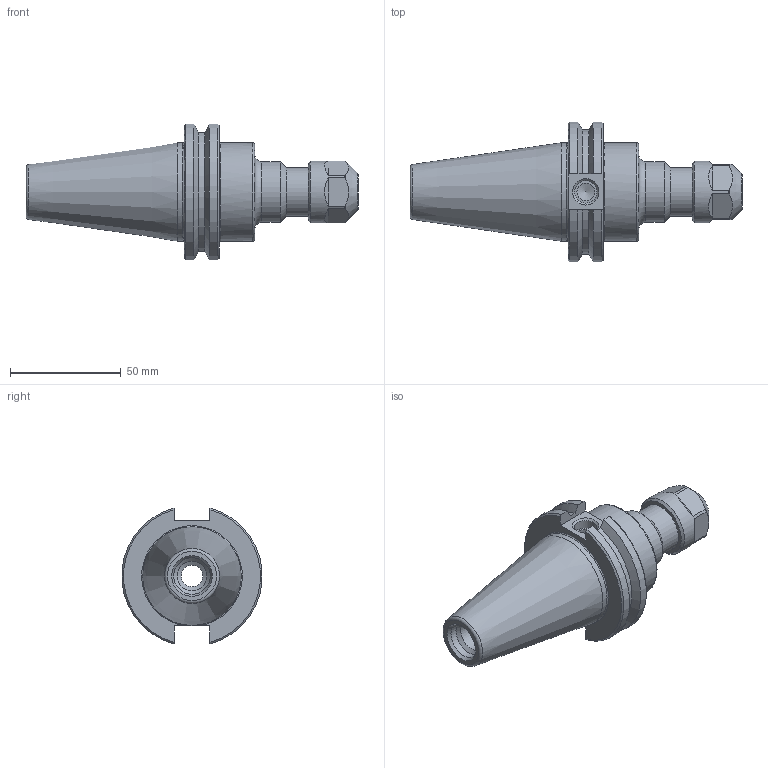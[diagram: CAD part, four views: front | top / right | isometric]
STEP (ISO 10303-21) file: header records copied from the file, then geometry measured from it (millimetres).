
FILE_DESCRIPTION(/* description */ ('BODY, COLLET CHUCK'),/* implementation_level */ '2;1');
FILE_NAME(/* name */ 'C40-16ERC322.stp',/* time_stamp */ '2017-02-13T10:18:28-05:00',/* author */ ('davhar'),/* organization */ (''),/* preprocessor_version */ 'ST-DEVELOPER v16.1',/* originating_system */ 'Autodesk Inventor 2016',/* authorisation */ '');
FILE_SCHEMA (('AUTOMOTIVE_DESIGN { 1 0 10303 214 3 1 1 }'));
Length unit declared in the file: inch
Products named in the file (3): C40-16ER3-1; 16ERHCN; C40-16ERC322
Assembly tree (2 placements, depth 2):
  C40-16ERC322
    C40-16ER3-1
    16ERHCN
Bounding box: 150.05 x 63.26 x 61.38 mm (x, y, z)
Volume: 142904 mm3; surface area: 29607.7 mm2
Topology: 2 solids, 2 shells, 87 faces, 215 edges, 137 vertices
Faces by surface type: plane 30, cone 23, cylinder 22, torus 12
Full cylindrical faces by diameter (mm): 8.001 x1, 9.728 x1, 10.135 x1, 11.176 x1, 11.5 x1, 13.386 x1, 16.459 x1, 16.8 x1, 20.5 x1, 22 x1, 23 x1, 27.432 x1, 28 x1, 44.45 x2
Entity records: 2494 total; most frequent: CARTESIAN_POINT 557, DIRECTION 398, ORIENTED_EDGE 336, AXIS2_PLACEMENT_3D 174, EDGE_CURVE 168, EDGE_LOOP 132, VERTEX_POINT 126, FACE_OUTER_BOUND 87
